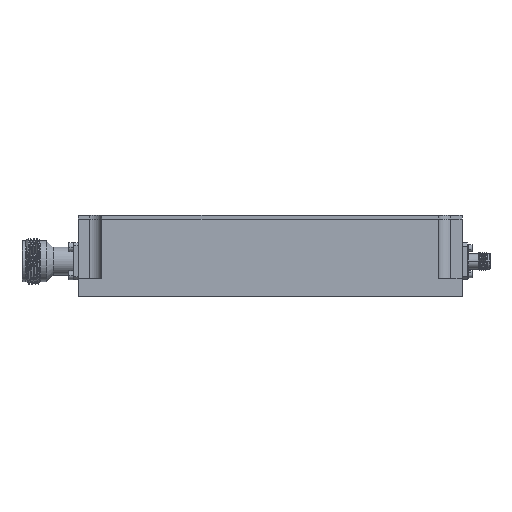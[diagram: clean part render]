
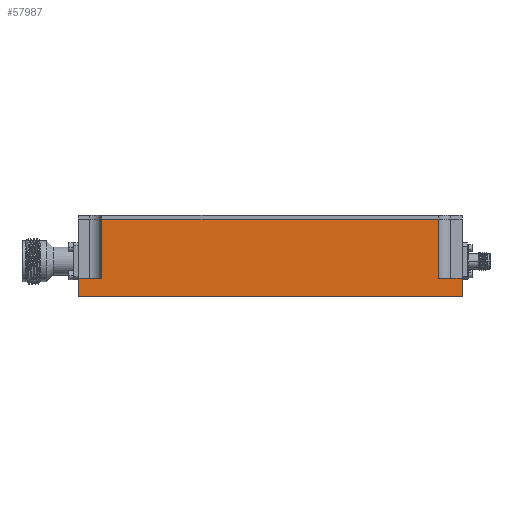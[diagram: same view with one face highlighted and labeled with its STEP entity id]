
A CAD part, left-side view. The second image highlights one B-rep face of the part: STEP entity #57987.
In plain terms, the highlighted planar face has unit normal (-1, 0, 0).
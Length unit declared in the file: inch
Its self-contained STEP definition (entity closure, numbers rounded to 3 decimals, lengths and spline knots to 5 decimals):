
#743 = VECTOR ( 'NONE', #26486, 39.37008 ) ;
#1122 = ORIENTED_EDGE ( 'NONE', *, *, #67313, .F. ) ;
#1587 = CARTESIAN_POINT ( 'NONE',  ( -1.5, -2.6, 0.55 ) ) ;
#3528 = VECTOR ( 'NONE', #36562, 39.37008 ) ;
#4600 = EDGE_LOOP ( 'NONE', ( #59258, #58068, #4987, #62272, #45989, #28845, #1122, #34927 ) ) ;
#4987 = ORIENTED_EDGE ( 'NONE', *, *, #47503, .F. ) ;
#5069 = LINE ( 'NONE', #5483, #3528 ) ;
#5483 = CARTESIAN_POINT ( 'NONE',  ( -1.5, -2.6, -0.3 ) ) ;
#5636 = VERTEX_POINT ( 'NONE', #46831 ) ;
#5855 = LINE ( 'NONE', #7068, #743 ) ;
#5897 = DIRECTION ( 'NONE',  ( 0., 1., 0. ) ) ;
#7068 = CARTESIAN_POINT ( 'NONE',  ( -1.5, -2.6, 0.55 ) ) ;
#8221 = FACE_OUTER_BOUND ( 'NONE', #4600, .T. ) ;
#11693 = LINE ( 'NONE', #43563, #69649 ) ;
#12534 = VECTOR ( 'NONE', #78898, 39.37008 ) ;
#12775 = EDGE_CURVE ( 'NONE', #51126, #62486, #15466, .T. ) ;
#14072 = VERTEX_POINT ( 'NONE', #70797 ) ;
#14274 = LINE ( 'NONE', #44916, #39934 ) ;
#14299 = CARTESIAN_POINT ( 'NONE',  ( -1.5, 2.28, -0.3 ) ) ;
#14770 = AXIS2_PLACEMENT_3D ( 'NONE', #1587, #26022, #46715 ) ;
#15229 = VECTOR ( 'NONE', #48045, 39.37008 ) ;
#15466 = LINE ( 'NONE', #15863, #12534 ) ;
#15738 = VERTEX_POINT ( 'NONE', #75506 ) ;
#15863 = CARTESIAN_POINT ( 'NONE',  ( -1.5, 2.6, -0.3 ) ) ;
#19566 = EDGE_CURVE ( 'NONE', #63042, #15738, #11693, .T. ) ;
#19685 = EDGE_CURVE ( 'NONE', #14072, #57694, #5069, .T. ) ;
#22709 = VERTEX_POINT ( 'NONE', #43010 ) ;
#22791 = CARTESIAN_POINT ( 'NONE',  ( -1.5, -2.6, -0.3 ) ) ;
#26022 = DIRECTION ( 'NONE',  ( 1., 0., 0. ) ) ;
#26425 = PLANE ( 'NONE',  #14770 ) ;
#26486 = DIRECTION ( 'NONE',  ( 0., 0., -1. ) ) ;
#28845 = ORIENTED_EDGE ( 'NONE', *, *, #42895, .T. ) ;
#32196 = CARTESIAN_POINT ( 'NONE',  ( -1.5, -2.6, -0.55 ) ) ;
#32889 = CARTESIAN_POINT ( 'NONE',  ( -1.5, 2.6, -0.3 ) ) ;
#33010 = LINE ( 'NONE', #32196, #38649 ) ;
#33334 = DIRECTION ( 'NONE',  ( 0., 0., 1. ) ) ;
#34927 = ORIENTED_EDGE ( 'NONE', *, *, #19685, .F. ) ;
#36562 = DIRECTION ( 'NONE',  ( 0., -1., 0. ) ) ;
#36567 = CARTESIAN_POINT ( 'NONE',  ( -1.5, 2.6, 0.55 ) ) ;
#36604 = VECTOR ( 'NONE', #74691, 39.37008 ) ;
#37434 = EDGE_CURVE ( 'NONE', #14072, #63042, #14274, .T. ) ;
#38649 = VECTOR ( 'NONE', #69526, 39.37008 ) ;
#39934 = VECTOR ( 'NONE', #33334, 39.37008 ) ;
#42895 = EDGE_CURVE ( 'NONE', #5636, #22709, #33010, .T. ) ;
#43010 = CARTESIAN_POINT ( 'NONE',  ( -1.5, -2.6, -0.55 ) ) ;
#43165 = LINE ( 'NONE', #36567, #36604 ) ;
#43563 = CARTESIAN_POINT ( 'NONE',  ( -1.5, -2.6, 0.5 ) ) ;
#44916 = CARTESIAN_POINT ( 'NONE',  ( -1.5, -2.28, -1.00255 ) ) ;
#45989 = ORIENTED_EDGE ( 'NONE', *, *, #49878, .T. ) ;
#46715 = DIRECTION ( 'NONE',  ( 0., 1., 0. ) ) ;
#46831 = CARTESIAN_POINT ( 'NONE',  ( -1.5, 2.6, -0.55 ) ) ;
#47503 = EDGE_CURVE ( 'NONE', #62486, #15738, #49682, .T. ) ;
#48045 = DIRECTION ( 'NONE',  ( 0., 0., 1. ) ) ;
#48446 = CARTESIAN_POINT ( 'NONE',  ( -1.5, 2.28, -1.00255 ) ) ;
#49682 = LINE ( 'NONE', #48446, #15229 ) ;
#49878 = EDGE_CURVE ( 'NONE', #51126, #5636, #43165, .T. ) ;
#51126 = VERTEX_POINT ( 'NONE', #32889 ) ;
#57694 = VERTEX_POINT ( 'NONE', #22791 ) ;
#57987 = ADVANCED_FACE ( 'NONE', ( #8221 ), #26425, .F. ) ;
#58068 = ORIENTED_EDGE ( 'NONE', *, *, #19566, .T. ) ;
#59258 = ORIENTED_EDGE ( 'NONE', *, *, #37434, .T. ) ;
#62272 = ORIENTED_EDGE ( 'NONE', *, *, #12775, .F. ) ;
#62486 = VERTEX_POINT ( 'NONE', #14299 ) ;
#63042 = VERTEX_POINT ( 'NONE', #70609 ) ;
#67313 = EDGE_CURVE ( 'NONE', #57694, #22709, #5855, .T. ) ;
#69526 = DIRECTION ( 'NONE',  ( 0., -1., 0. ) ) ;
#69649 = VECTOR ( 'NONE', #5897, 39.37008 ) ;
#70609 = CARTESIAN_POINT ( 'NONE',  ( -1.5, -2.28, 0.5 ) ) ;
#70797 = CARTESIAN_POINT ( 'NONE',  ( -1.5, -2.28, -0.3 ) ) ;
#74691 = DIRECTION ( 'NONE',  ( 0., 0., -1. ) ) ;
#75506 = CARTESIAN_POINT ( 'NONE',  ( -1.5, 2.28, 0.5 ) ) ;
#78898 = DIRECTION ( 'NONE',  ( 0., -1., 0. ) ) ;
